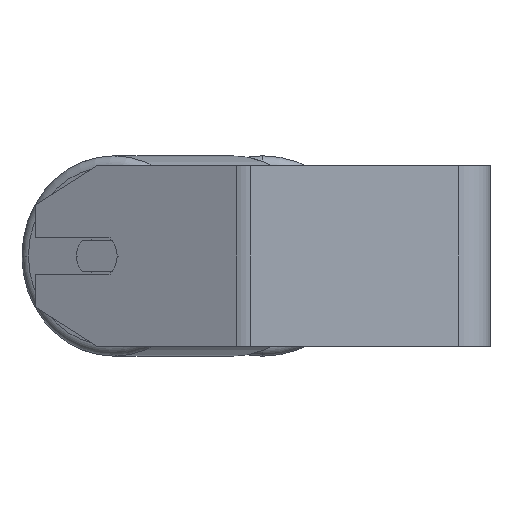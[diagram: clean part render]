
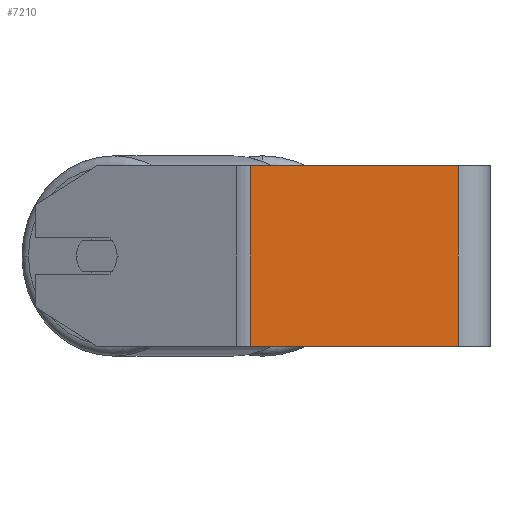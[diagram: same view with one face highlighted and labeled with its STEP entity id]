
A CAD part, left-side view. The second image highlights one B-rep face of the part: STEP entity #7210.
In plain terms, the highlighted planar face has unit normal (-1, 0, 0).
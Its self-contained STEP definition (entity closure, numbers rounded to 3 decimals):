
#651 = VERTEX_POINT ( 'NONE', #3991 ) ;
#748 = AXIS2_PLACEMENT_3D ( 'NONE', #2152, #4758, #1495 ) ;
#1495 = DIRECTION ( 'NONE',  ( 0., 0., -1. ) ) ;
#1563 = DIRECTION ( 'NONE',  ( 0., 0., -1. ) ) ;
#1804 = DIRECTION ( 'NONE',  ( 0., 0., -1. ) ) ;
#2063 = FACE_OUTER_BOUND ( 'NONE', #5476, .T. ) ;
#2152 = CARTESIAN_POINT ( 'NONE',  ( -270., 109.617, 40. ) ) ;
#2290 = VECTOR ( 'NONE', #1563, 1000. ) ;
#2325 = CARTESIAN_POINT ( 'NONE',  ( -270., 106.514, 40. ) ) ;
#2504 = VECTOR ( 'NONE', #7762, 1000. ) ;
#2541 = CARTESIAN_POINT ( 'NONE',  ( -270., 14., -40. ) ) ;
#2611 = LINE ( 'NONE', #5829, #5093 ) ;
#2699 = VECTOR ( 'NONE', #1804, 1000. ) ;
#2784 = PLANE ( 'NONE',  #748 ) ;
#2857 = LINE ( 'NONE', #5465, #2290 ) ;
#3812 = DIRECTION ( 'NONE',  ( 0., -1., 0. ) ) ;
#3949 = EDGE_CURVE ( 'NONE', #651, #8172, #2857, .T. ) ;
#3991 = CARTESIAN_POINT ( 'NONE',  ( -270., 14., 40. ) ) ;
#4019 = ORIENTED_EDGE ( 'NONE', *, *, #6222, .T. ) ;
#4334 = EDGE_CURVE ( 'NONE', #7058, #5065, #5745, .T. ) ;
#4492 = EDGE_CURVE ( 'NONE', #7058, #651, #2611, .T. ) ;
#4758 = DIRECTION ( 'NONE',  ( 1., 0., 0. ) ) ;
#5065 = VERTEX_POINT ( 'NONE', #6572 ) ;
#5093 = VECTOR ( 'NONE', #3812, 1000. ) ;
#5465 = CARTESIAN_POINT ( 'NONE',  ( -270., 14., 40. ) ) ;
#5476 = EDGE_LOOP ( 'NONE', ( #4019, #5498, #5640, #6454 ) ) ;
#5498 = ORIENTED_EDGE ( 'NONE', *, *, #3949, .F. ) ;
#5640 = ORIENTED_EDGE ( 'NONE', *, *, #4492, .F. ) ;
#5745 = LINE ( 'NONE', #2325, #2699 ) ;
#5829 = CARTESIAN_POINT ( 'NONE',  ( -270., 109.617, 40. ) ) ;
#6222 = EDGE_CURVE ( 'NONE', #5065, #8172, #7079, .T. ) ;
#6390 = CARTESIAN_POINT ( 'NONE',  ( -270., 106.514, 40. ) ) ;
#6441 = CARTESIAN_POINT ( 'NONE',  ( -270., 109.617, -40. ) ) ;
#6454 = ORIENTED_EDGE ( 'NONE', *, *, #4334, .T. ) ;
#6572 = CARTESIAN_POINT ( 'NONE',  ( -270., 106.514, -40. ) ) ;
#7058 = VERTEX_POINT ( 'NONE', #6390 ) ;
#7079 = LINE ( 'NONE', #6441, #2504 ) ;
#7210 = ADVANCED_FACE ( 'NONE', ( #2063 ), #2784, .F. ) ;
#7762 = DIRECTION ( 'NONE',  ( 0., -1., 0. ) ) ;
#8172 = VERTEX_POINT ( 'NONE', #2541 ) ;
